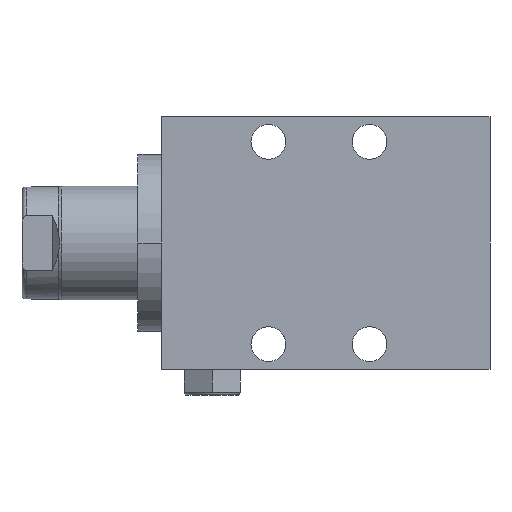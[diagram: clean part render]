
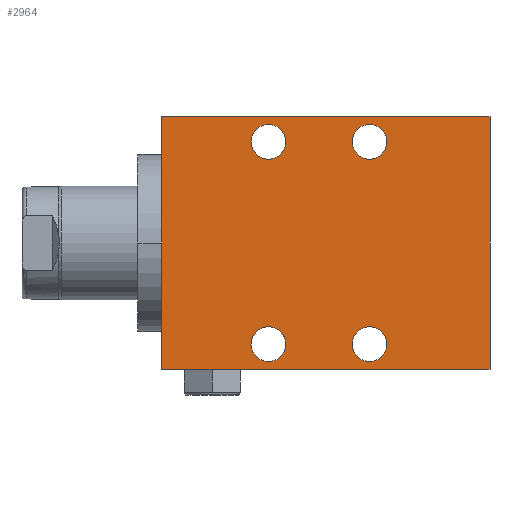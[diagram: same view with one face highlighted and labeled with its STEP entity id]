
A CAD part, front view. The second image highlights one B-rep face of the part: STEP entity #2964.
In plain terms, the highlighted planar face has unit normal (0, -1, 0).
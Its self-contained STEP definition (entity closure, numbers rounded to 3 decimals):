
#414=DIRECTION('',(0.,0.,-1.));
#415=VECTOR('',#414,63.5);
#416=CARTESIAN_POINT('',(0.,-25.4,31.75));
#417=LINE('',#416,#415);
#617=DIRECTION('',(1.,0.,0.));
#618=VECTOR('',#617,82.423);
#619=CARTESIAN_POINT('',(0.,-25.4,31.75));
#620=LINE('',#619,#618);
#624=CARTESIAN_POINT('',(26.797,-25.4,25.4));
#625=DIRECTION('',(0.,-1.,0.));
#626=DIRECTION('',(1.,0.,0.));
#627=AXIS2_PLACEMENT_3D('',#624,#625,#626);
#632=CARTESIAN_POINT('',(26.797,-25.4,25.4));
#633=DIRECTION('',(0.,-1.,0.));
#634=DIRECTION('',(-1.,0.,0.));
#635=AXIS2_PLACEMENT_3D('',#632,#633,#634);
#640=CARTESIAN_POINT('',(52.197,-25.4,25.4));
#641=DIRECTION('',(0.,-1.,0.));
#642=DIRECTION('',(1.,0.,0.));
#643=AXIS2_PLACEMENT_3D('',#640,#641,#642);
#648=CARTESIAN_POINT('',(52.197,-25.4,25.4));
#649=DIRECTION('',(0.,-1.,0.));
#650=DIRECTION('',(-1.,0.,0.));
#651=AXIS2_PLACEMENT_3D('',#648,#649,#650);
#656=CARTESIAN_POINT('',(26.797,-25.4,-25.4));
#657=DIRECTION('',(0.,-1.,0.));
#658=DIRECTION('',(1.,0.,0.));
#659=AXIS2_PLACEMENT_3D('',#656,#657,#658);
#664=CARTESIAN_POINT('',(26.797,-25.4,-25.4));
#665=DIRECTION('',(0.,-1.,0.));
#666=DIRECTION('',(-1.,0.,0.));
#667=AXIS2_PLACEMENT_3D('',#664,#665,#666);
#672=CARTESIAN_POINT('',(52.197,-25.4,-25.4));
#673=DIRECTION('',(0.,-1.,0.));
#674=DIRECTION('',(1.,0.,0.));
#675=AXIS2_PLACEMENT_3D('',#672,#673,#674);
#680=CARTESIAN_POINT('',(52.197,-25.4,-25.4));
#681=DIRECTION('',(0.,-1.,0.));
#682=DIRECTION('',(-1.,0.,0.));
#683=AXIS2_PLACEMENT_3D('',#680,#681,#682);
#709=DIRECTION('',(0.,0.,-1.));
#710=VECTOR('',#709,63.5);
#711=CARTESIAN_POINT('',(82.423,-25.4,31.75));
#712=LINE('',#711,#710);
#764=DIRECTION('',(1.,0.,0.));
#765=VECTOR('',#764,82.423);
#766=CARTESIAN_POINT('',(0.,-25.4,-31.75));
#767=LINE('',#766,#765);
#2031=CARTESIAN_POINT('',(0.,-25.4,31.75));
#2033=VERTEX_POINT('',#2031);
#2034=CARTESIAN_POINT('',(0.,-25.4,-31.75));
#2035=VERTEX_POINT('',#2034);
#2039=CARTESIAN_POINT('',(82.423,-25.4,31.75));
#2041=VERTEX_POINT('',#2039);
#2042=CARTESIAN_POINT('',(82.423,-25.4,-31.75));
#2043=VERTEX_POINT('',#2042);
#2054=CARTESIAN_POINT('',(31.166,-25.4,25.4));
#2055=CARTESIAN_POINT('',(22.428,-25.4,25.4));
#2056=VERTEX_POINT('',#2054);
#2057=VERTEX_POINT('',#2055);
#2070=CARTESIAN_POINT('',(56.566,-25.4,25.4));
#2071=CARTESIAN_POINT('',(47.828,-25.4,25.4));
#2072=VERTEX_POINT('',#2070);
#2073=VERTEX_POINT('',#2071);
#2086=CARTESIAN_POINT('',(31.166,-25.4,-25.4));
#2087=CARTESIAN_POINT('',(22.428,-25.4,-25.4));
#2088=VERTEX_POINT('',#2086);
#2089=VERTEX_POINT('',#2087);
#2102=CARTESIAN_POINT('',(56.566,-25.4,-25.4));
#2103=CARTESIAN_POINT('',(47.828,-25.4,-25.4));
#2104=VERTEX_POINT('',#2102);
#2105=VERTEX_POINT('',#2103);
#2928=CARTESIAN_POINT('',(0.,-25.4,31.75));
#2929=DIRECTION('',(0.,-1.,0.));
#2930=DIRECTION('',(0.,0.,-1.));
#2931=AXIS2_PLACEMENT_3D('',#2928,#2929,#2930);
#2932=PLANE('',#2931);
#2933=ORIENTED_EDGE('',*,*,#2814,.F.);
#2934=ORIENTED_EDGE('',*,*,#2850,.T.);
#2936=ORIENTED_EDGE('',*,*,#2935,.T.);
#2938=ORIENTED_EDGE('',*,*,#2937,.F.);
#2939=EDGE_LOOP('',(#2933,#2934,#2936,#2938));
#2940=FACE_OUTER_BOUND('',#2939,.F.);
#2941=ORIENTED_EDGE('',*,*,#2910,.T.);
#2943=ORIENTED_EDGE('',*,*,#2942,.T.);
#2944=EDGE_LOOP('',(#2941,#2943));
#2945=FACE_BOUND('',#2944,.F.);
#2947=ORIENTED_EDGE('',*,*,#2946,.T.);
#2949=ORIENTED_EDGE('',*,*,#2948,.T.);
#2950=EDGE_LOOP('',(#2947,#2949));
#2951=FACE_BOUND('',#2950,.F.);
#2953=ORIENTED_EDGE('',*,*,#2952,.T.);
#2955=ORIENTED_EDGE('',*,*,#2954,.T.);
#2956=EDGE_LOOP('',(#2953,#2955));
#2957=FACE_BOUND('',#2956,.F.);
#2959=ORIENTED_EDGE('',*,*,#2958,.T.);
#2961=ORIENTED_EDGE('',*,*,#2960,.T.);
#2962=EDGE_LOOP('',(#2959,#2961));
#2963=FACE_BOUND('',#2962,.F.);
#628=CIRCLE('',#627,4.369);
#636=CIRCLE('',#635,4.369);
#644=CIRCLE('',#643,4.369);
#652=CIRCLE('',#651,4.369);
#660=CIRCLE('',#659,4.369);
#668=CIRCLE('',#667,4.369);
#676=CIRCLE('',#675,4.369);
#684=CIRCLE('',#683,4.369);
#2814=EDGE_CURVE('',#2033,#2035,#417,.T.);
#2850=EDGE_CURVE('',#2033,#2041,#620,.T.);
#2910=EDGE_CURVE('',#2056,#2057,#628,.T.);
#2935=EDGE_CURVE('',#2041,#2043,#712,.T.);
#2937=EDGE_CURVE('',#2035,#2043,#767,.T.);
#2942=EDGE_CURVE('',#2057,#2056,#636,.T.);
#2946=EDGE_CURVE('',#2072,#2073,#644,.T.);
#2948=EDGE_CURVE('',#2073,#2072,#652,.T.);
#2952=EDGE_CURVE('',#2088,#2089,#660,.T.);
#2954=EDGE_CURVE('',#2089,#2088,#668,.T.);
#2958=EDGE_CURVE('',#2104,#2105,#676,.T.);
#2960=EDGE_CURVE('',#2105,#2104,#684,.T.);
#2964=ADVANCED_FACE('',(#2940,#2945,#2951,#2957,#2963),#2932,.T.);
